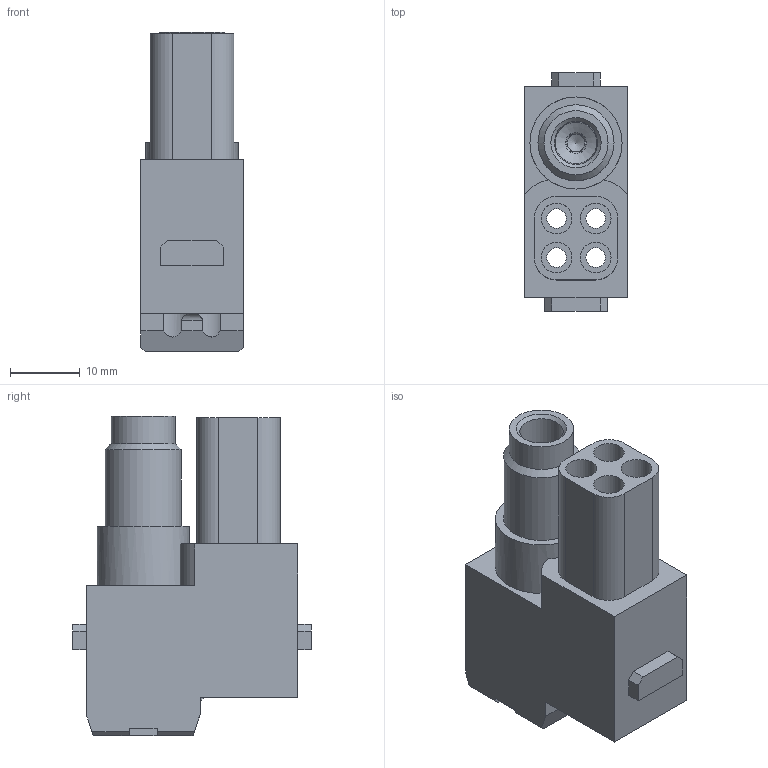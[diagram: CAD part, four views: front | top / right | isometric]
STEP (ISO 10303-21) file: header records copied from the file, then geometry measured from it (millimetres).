
FILE_DESCRIPTION(/* description */ (''),/* implementation_level */ '2;1');
FILE_NAME(/* name */ '100547443ugm000_d.stp',/* time_stamp */ '2019-05-08T12:38:05+02:00',/* author */ (''),/* organization */ (''),/* preprocessor_version */ 'ST-DEVELOPER v16.7',/* originating_system */ 'SIEMENS PLM Software NX 12.0',/* authorisation */ '');
FILE_SCHEMA (('AUTOMOTIVE_DESIGN { 1 0 10303 214 3 1 1 1 }'));
Length unit declared in the file: millimetre
Products named in the file (1): 100547443ugm000_d
Bounding box: 14.65 x 34.2 x 45.8 mm (x, y, z)
Volume: 10270.2 mm3; surface area: 8142.6 mm2
Topology: 1 solids, 1 shells, 354 faces, 1007 edges, 778 vertices
Faces by surface type: plane 263, cylinder 47, extrusion 21, cone 13, bspline 8, torus 2
Full cylindrical faces by diameter (mm): 0.683 x1, 0.807 x1, 2.5 x1, 2.8 x4, 3 x1, 4.4 x4, 4.8 x4, 6.2 x2, 6.5 x1, 9 x2, 9.2 x1, 10.9 x1, 13.2 x1
Entity records: 13349 total; most frequent: CARTESIAN_POINT 3556, ORIENTED_EDGE 1744, DIRECTION 1552, EDGE_CURVE 872, VECTOR 642, LINE 621, VERTEX_POINT 598, AXIS2_PLACEMENT_3D 455
